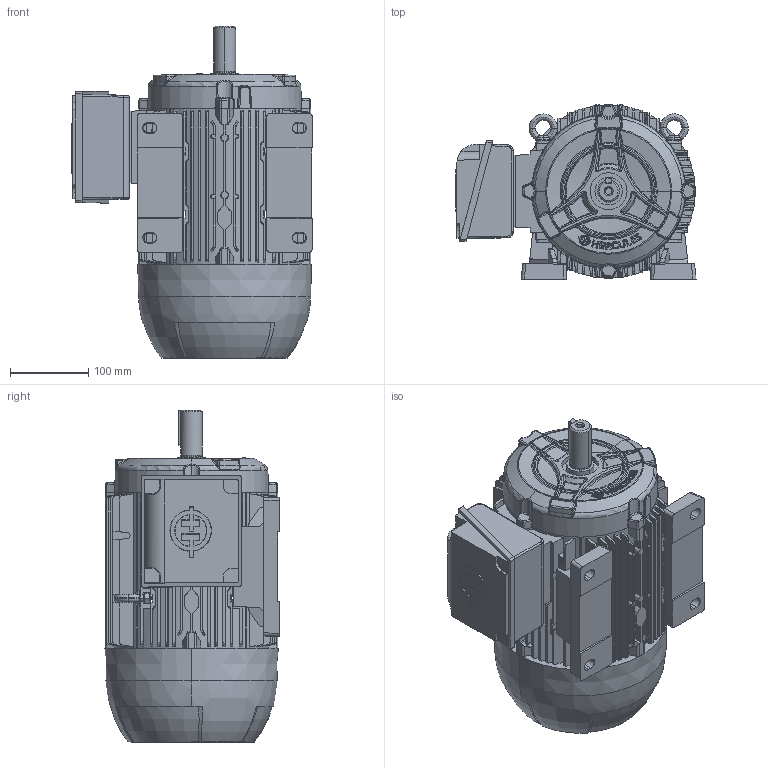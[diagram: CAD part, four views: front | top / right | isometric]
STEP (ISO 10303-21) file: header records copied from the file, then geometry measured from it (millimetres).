
FILE_DESCRIPTION (( 'STEP AP203' ), '1' );
FILE_NAME ('112L_CP_ST_RIGHT.STEP', '2022-06-29T10:55:28', ( '' ), ( '' ), 'SwSTEP 2.0', 'SolidWorks 2020', '' );
FILE_SCHEMA (( 'CONFIG_CONTROL_DESIGN' ));
Length unit declared in the file: millimetre
Products named in the file (1): 112L_CP_ST_RIGHT
Bounding box: 306.18 x 222.76 x 423.2 mm (x, y, z)
Surface area: 740074.5 mm2 (no closed solid volume)
Topology: 0 solids, 16 shells, 2090 faces, 6383 edges, 4253 vertices
Faces by surface type: plane 948, cylinder 373, bspline 323, cone 267, torus 132, sphere 47
Entity records: 86783 total; most frequent: CARTESIAN_POINT 35871, ORIENTED_EDGE 11269, DIRECTION 8984, EDGE_CURVE 6375, VERTEX_POINT 4253, AXIS2_PLACEMENT_3D 3062, VECTOR 2860, LINE 2860
